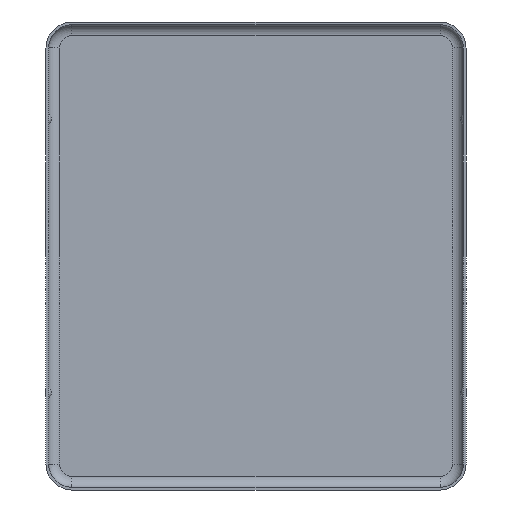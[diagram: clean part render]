
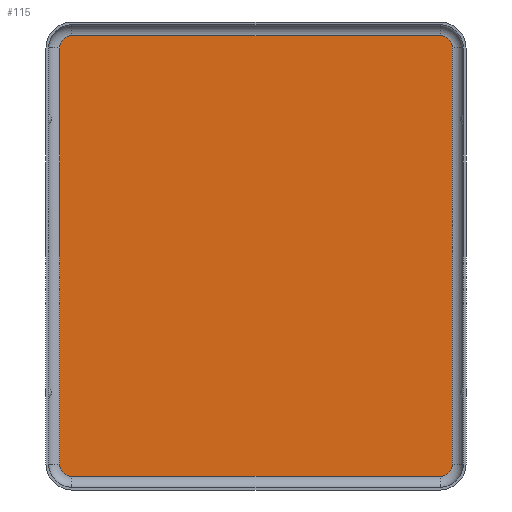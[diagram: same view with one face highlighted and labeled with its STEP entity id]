
A CAD part, front view. The second image highlights one B-rep face of the part: STEP entity #115.
In plain terms, the highlighted planar face has unit normal (0, -1, 0).
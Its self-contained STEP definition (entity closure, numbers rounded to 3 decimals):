
#115 = ADVANCED_FACE( 'NONE', ( #248 ), #249, .T. );
#248 = FACE_OUTER_BOUND( '', #459, .T. );
#249 = PLANE( '', #460 );
#459 = EDGE_LOOP( '', ( #720, #721, #722, #723, #724, #725, #726, #727 ) );
#460 = AXIS2_PLACEMENT_3D( '', #728, #729, #730 );
#720 = ORIENTED_EDGE( '', *, *, #970, .F. );
#721 = ORIENTED_EDGE( '', *, *, #937, .F. );
#722 = ORIENTED_EDGE( '', *, *, #971, .F. );
#723 = ORIENTED_EDGE( '', *, *, #948, .T. );
#724 = ORIENTED_EDGE( '', *, *, #941, .T. );
#725 = ORIENTED_EDGE( '', *, *, #924, .F. );
#726 = ORIENTED_EDGE( '', *, *, #972, .T. );
#727 = ORIENTED_EDGE( '', *, *, #973, .T. );
#728 = CARTESIAN_POINT( '', ( 13.45, 0., -15.2 ) );
#729 = DIRECTION( '', ( 0., -1., 0. ) );
#730 = DIRECTION( '', ( 0., 0., -1. ) );
#924 = EDGE_CURVE( 'NONE', #1084, #1086, #1087, .T. );
#937 = EDGE_CURVE( 'NONE', #1104, #1106, #1107, .T. );
#941 = EDGE_CURVE( 'NONE', #1112, #1086, #1113, .T. );
#948 = EDGE_CURVE( 'NONE', #1122, #1112, #1123, .T. );
#970 = EDGE_CURVE( 'NONE', #1106, #1152, #1153, .T. );
#971 = EDGE_CURVE( 'NONE', #1122, #1104, #1154, .T. );
#972 = EDGE_CURVE( 'NONE', #1084, #1155, #1156, .T. );
#973 = EDGE_CURVE( 'NONE', #1155, #1152, #1157, .T. );
#1084 = VERTEX_POINT( 'NONE', #1282 );
#1086 = VERTEX_POINT( 'NONE', #1284 );
#1087 = CIRCLE( '', #1285, 0.9 );
#1104 = VERTEX_POINT( 'NONE', #1306 );
#1106 = VERTEX_POINT( 'NONE', #1308 );
#1107 = CIRCLE( '', #1309, 0.9 );
#1112 = VERTEX_POINT( 'NONE', #1315 );
#1113 = LINE( '', #1316, #1317 );
#1122 = VERTEX_POINT( 'NONE', #1327 );
#1123 = CIRCLE( '', #1328, 0.9 );
#1152 = VERTEX_POINT( 'NONE', #1366 );
#1153 = LINE( '', #1367, #1368 );
#1154 = LINE( '', #1369, #1370 );
#1155 = VERTEX_POINT( 'NONE', #1371 );
#1156 = LINE( '', #1372, #1373 );
#1157 = CIRCLE( '', #1374, 0.9 );
#1282 = CARTESIAN_POINT( '', ( -14.35, 0., 15.2 ) );
#1284 = CARTESIAN_POINT( '', ( -13.45, 0., 16.1 ) );
#1285 = AXIS2_PLACEMENT_3D( '', #1505, #1506, #1507 );
#1306 = CARTESIAN_POINT( '', ( 14.35, 0., -15.2 ) );
#1308 = CARTESIAN_POINT( '', ( 13.45, 0., -16.1 ) );
#1309 = AXIS2_PLACEMENT_3D( '', #1527, #1528, #1529 );
#1315 = CARTESIAN_POINT( '', ( 13.45, 0., 16.1 ) );
#1316 = CARTESIAN_POINT( '', ( 13.45, 0., 16.1 ) );
#1317 = VECTOR( '', #1534, 1000. );
#1327 = CARTESIAN_POINT( '', ( 14.35, 0., 15.2 ) );
#1328 = AXIS2_PLACEMENT_3D( '', #1545, #1546, #1547 );
#1366 = CARTESIAN_POINT( '', ( -13.45, 0., -16.1 ) );
#1367 = CARTESIAN_POINT( '', ( 13.45, 0., -16.1 ) );
#1368 = VECTOR( '', #1572, 1000. );
#1369 = CARTESIAN_POINT( '', ( 14.35, 0., 0. ) );
#1370 = VECTOR( '', #1573, 1000. );
#1371 = CARTESIAN_POINT( '', ( -14.35, 0., -15.2 ) );
#1372 = CARTESIAN_POINT( '', ( -14.35, 0., 0. ) );
#1373 = VECTOR( '', #1574, 1000. );
#1374 = AXIS2_PLACEMENT_3D( '', #1575, #1576, #1577 );
#1505 = CARTESIAN_POINT( '', ( -13.45, 0., 15.2 ) );
#1506 = DIRECTION( '', ( 0., 1., 0. ) );
#1507 = DIRECTION( '', ( 0., 0., -1. ) );
#1527 = CARTESIAN_POINT( '', ( 13.45, 0., -15.2 ) );
#1528 = DIRECTION( '', ( 0., 1., 0. ) );
#1529 = DIRECTION( '', ( 0., 0., 1. ) );
#1534 = DIRECTION( '', ( -1., 0., 0. ) );
#1545 = CARTESIAN_POINT( '', ( 13.45, 0., 15.2 ) );
#1546 = DIRECTION( '', ( 0., -1., 0. ) );
#1547 = DIRECTION( '', ( 0., 0., -1. ) );
#1572 = DIRECTION( '', ( -1., 0., 0. ) );
#1573 = DIRECTION( '', ( 0., 0., -1. ) );
#1574 = DIRECTION( '', ( 0., 0., -1. ) );
#1575 = CARTESIAN_POINT( '', ( -13.45, 0., -15.2 ) );
#1576 = DIRECTION( '', ( 0., -1., 0. ) );
#1577 = DIRECTION( '', ( 0., 0., 1. ) );
